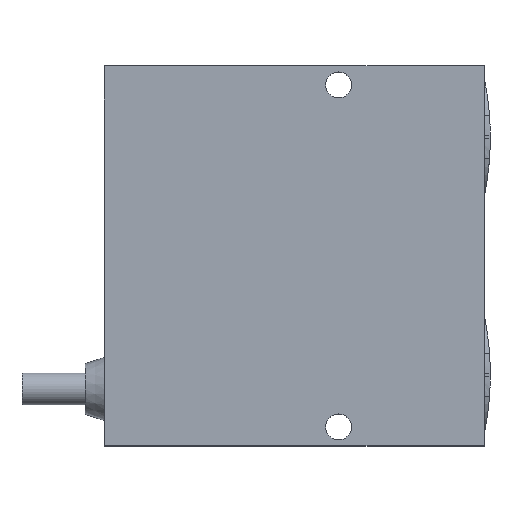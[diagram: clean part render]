
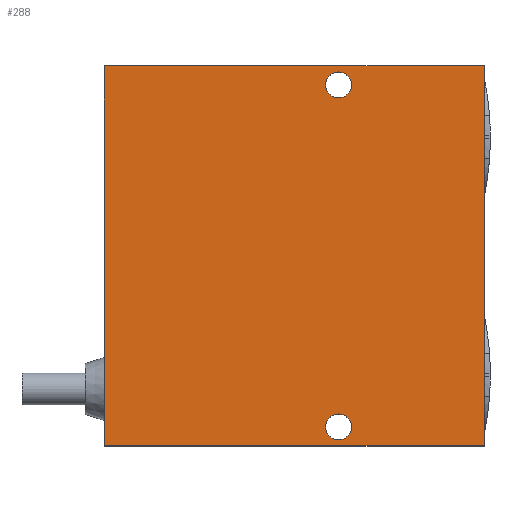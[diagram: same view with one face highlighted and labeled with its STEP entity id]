
A CAD part, top view. The second image highlights one B-rep face of the part: STEP entity #288.
In plain terms, the highlighted planar face has unit normal (0, 0, 1).
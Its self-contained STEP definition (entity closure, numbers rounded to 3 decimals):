
#288=ADVANCED_FACE('',(#578,#579,#580),#581,.T.);
#578=FACE_BOUND('',#879,.T.);
#579=FACE_BOUND('',#880,.T.);
#580=FACE_OUTER_BOUND('',#881,.T.);
#581=PLANE('',#882);
#879=EDGE_LOOP('',(#1627,#1628));
#880=EDGE_LOOP('',(#1629,#1630));
#881=EDGE_LOOP('',(#1631,#1632,#1633,#1634));
#882=AXIS2_PLACEMENT_3D('',#1635,#1636,#1637);
#1627=ORIENTED_EDGE('',*,*,#1771,.T.);
#1628=ORIENTED_EDGE('',*,*,#1994,.T.);
#1629=ORIENTED_EDGE('',*,*,#1766,.T.);
#1630=ORIENTED_EDGE('',*,*,#1997,.T.);
#1631=ORIENTED_EDGE('',*,*,#2039,.T.);
#1632=ORIENTED_EDGE('',*,*,#2040,.T.);
#1633=ORIENTED_EDGE('',*,*,#2041,.T.);
#1634=ORIENTED_EDGE('',*,*,#2042,.T.);
#1635=CARTESIAN_POINT('',(30.0,30.0,9.0));
#1636=DIRECTION('',(0.0,0.0,1.0));
#1637=DIRECTION('',(1.0,0.0,0.0));
#1766=EDGE_CURVE('',#2112,#2109,#2113,.T.);
#1771=EDGE_CURVE('',#2121,#2118,#2122,.T.);
#1994=EDGE_CURVE('',#2118,#2121,#2450,.T.);
#1997=EDGE_CURVE('',#2109,#2112,#2453,.T.);
#2039=EDGE_CURVE('',#2503,#2504,#2505,.T.);
#2040=EDGE_CURVE('',#2504,#2506,#2507,.T.);
#2041=EDGE_CURVE('',#2506,#2508,#2509,.T.);
#2042=EDGE_CURVE('',#2508,#2503,#2510,.T.);
#2109=VERTEX_POINT('',#2593);
#2112=VERTEX_POINT('',#2597);
#2113=CIRCLE('',#2598,2.05);
#2118=VERTEX_POINT('',#2604);
#2121=VERTEX_POINT('',#2608);
#2122=CIRCLE('',#2609,2.05);
#2450=CIRCLE('',#3382,2.05);
#2453=CIRCLE('',#3385,2.05);
#2503=VERTEX_POINT('',#3447);
#2504=VERTEX_POINT('',#3448);
#2505=LINE('',#3449,#3450);
#2506=VERTEX_POINT('',#3451);
#2507=LINE('',#3452,#3453);
#2508=VERTEX_POINT('',#3454);
#2509=LINE('',#3455,#3456);
#2510=LINE('',#3457,#3458);
#2593=CARTESIAN_POINT('',(39.05,3.0,9.0));
#2597=CARTESIAN_POINT('',(34.95,3.0,9.0));
#2598=AXIS2_PLACEMENT_3D('',#3533,#3534,#3535);
#2604=CARTESIAN_POINT('',(39.05,57.0,9.0));
#2608=CARTESIAN_POINT('',(34.95,57.0,9.0));
#2609=AXIS2_PLACEMENT_3D('',#3541,#3542,#3543);
#3382=AXIS2_PLACEMENT_3D('',#3755,#3756,#3757);
#3385=AXIS2_PLACEMENT_3D('',#3761,#3762,#3763);
#3447=CARTESIAN_POINT('',(60.0,0.0,9.0));
#3448=CARTESIAN_POINT('',(60.0,60.0,9.0));
#3449=CARTESIAN_POINT('',(60.0,30.0,9.0));
#3450=VECTOR('',#3812,1.0);
#3451=CARTESIAN_POINT('',(0.0,60.0,9.0));
#3452=CARTESIAN_POINT('',(30.0,60.0,9.0));
#3453=VECTOR('',#3813,1.0);
#3454=CARTESIAN_POINT('',(0.0,0.0,9.0));
#3455=CARTESIAN_POINT('',(0.0,30.0,9.0));
#3456=VECTOR('',#3814,1.0);
#3457=CARTESIAN_POINT('',(30.0,0.0,9.0));
#3458=VECTOR('',#3815,1.0);
#3533=CARTESIAN_POINT('',(37.0,3.0,9.0));
#3534=DIRECTION('',(0.0,0.0,-1.0));
#3535=DIRECTION('',(1.0,0.0,0.0));
#3541=CARTESIAN_POINT('',(37.0,57.0,9.0));
#3542=DIRECTION('',(0.0,0.0,-1.0));
#3543=DIRECTION('',(1.0,0.0,0.0));
#3755=CARTESIAN_POINT('',(37.0,57.0,9.0));
#3756=DIRECTION('',(0.0,0.0,-1.0));
#3757=DIRECTION('',(1.0,0.0,0.0));
#3761=CARTESIAN_POINT('',(37.0,3.0,9.0));
#3762=DIRECTION('',(0.0,0.0,-1.0));
#3763=DIRECTION('',(1.0,0.0,0.0));
#3812=DIRECTION('',(0.0,1.0,0.0));
#3813=DIRECTION('',(-1.0,0.0,0.0));
#3814=DIRECTION('',(0.0,-1.0,0.0));
#3815=DIRECTION('',(1.0,0.0,0.0));
